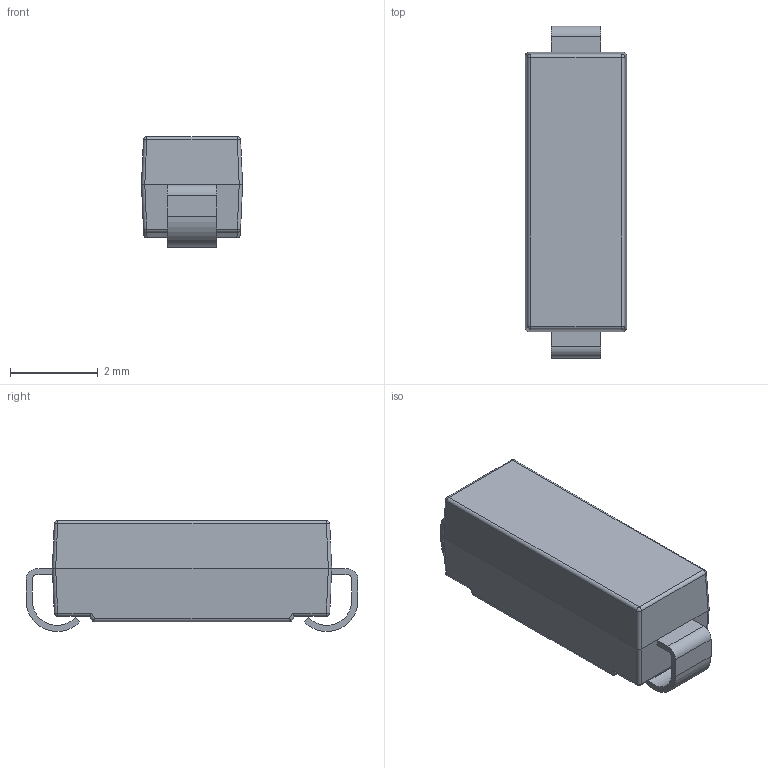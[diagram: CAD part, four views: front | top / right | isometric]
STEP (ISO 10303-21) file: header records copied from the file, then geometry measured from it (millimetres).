
FILE_DESCRIPTION((''),'2;1');
FILE_NAME('CT05-XXXX-J1 (A).stp','2013-05-31T11:25:44',('odafonseca'),(''),'Autodesk Inventor 2013','Autodesk Inventor 2013','');
FILE_SCHEMA(('AUTOMOTIVE_DESIGN { 1 0 10303 214 1 1 1 1 }'));
Length unit declared in the file: inch
Products named in the file (3): CT05-XXXX-J1; CT-05_SERIES; CT05-J1 FORMED..
Assembly tree (2 placements, depth 2):
  CT05-XXXX-J1
    CT-05_SERIES
    CT05-J1 FORMED..
Bounding box: 2.31 x 7.57 x 2.53 mm (x, y, z)
Surface area: 112.6 mm2
Topology: 2 solids, 2 shells, 93 faces, 232 edges, 138 vertices
Faces by surface type: cylinder 44, plane 39, sphere 8, bspline 2
Full cylindrical faces by diameter (mm): 0.5 x2, 0.635 x1, 1.8 x1
Entity records: 2953 total; most frequent: CARTESIAN_POINT 642, DIRECTION 484, ORIENTED_EDGE 432, EDGE_CURVE 216, AXIS2_PLACEMENT_3D 180, VERTEX_POINT 136, VECTOR 124, LINE 124
